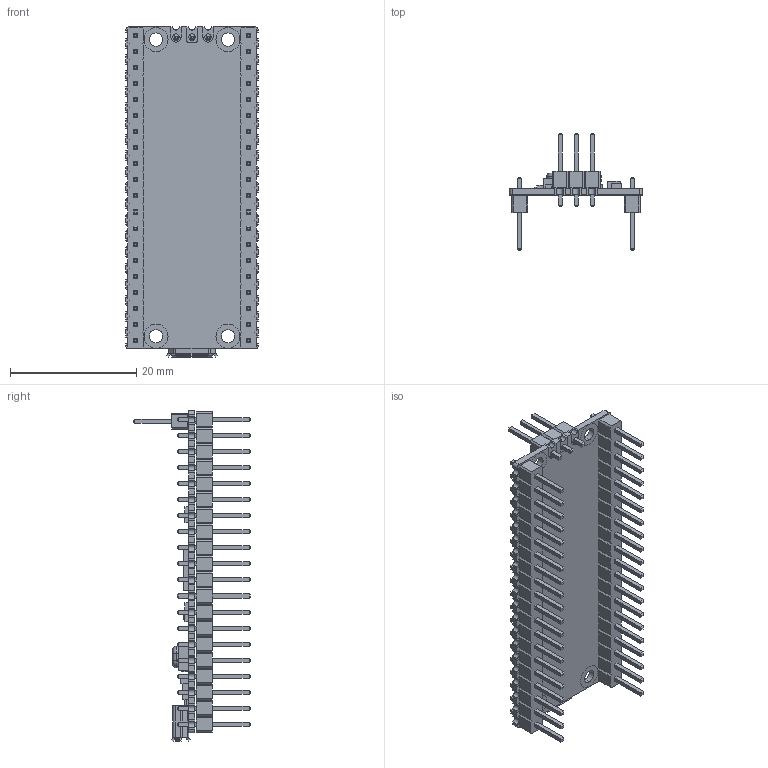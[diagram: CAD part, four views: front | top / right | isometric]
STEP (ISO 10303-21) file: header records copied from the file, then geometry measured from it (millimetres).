
FILE_DESCRIPTION(('FreeCAD Model'),'2;1');
FILE_NAME('Open CASCADE Shape Model','2021-12-10T12:35:46',('Author'),( ''),'Open CASCADE STEP processor 7.5','FreeCAD','Unknown');
FILE_SCHEMA(('AUTOMOTIVE_DESIGN { 1 0 10303 214 1 1 1 1 }'));
Length unit declared in the file: millimetre
Products named in the file (17): PICO_assm_140121.STEP001; PICO_REF_BOARD.STEP001; PICO_REF_USB.STEP001; PICO_REF_SWITCH.STEP001; PICO_REF_MICROCONTROLLER.STEP001; PICO_REF_LED.STEP001; PICO_REF_ONSEMI.STEP001; PICO_BOURNS.STEP001; PICO_MURATA.STEP002; PICO_MURATA.STEP003; PICO_RICHTEK.STEP001; PICO_DIODES.STEP001; PICO_AEL.STEP001; PICO_WINBOND.STEP001; PinHeader_1x03_P254mm_Vertical; PinHeader_1x20_P254mm_Vertical; PinHeader_1x20_P254mm_Vertical001
Assembly tree (16 placements, depth 2):
  PICO_assm_140121.STEP001
    PICO_REF_BOARD.STEP001
    PICO_REF_USB.STEP001
    PICO_REF_SWITCH.STEP001
    PICO_REF_MICROCONTROLLER.STEP001
    PICO_REF_LED.STEP001
    PICO_REF_ONSEMI.STEP001
    PICO_BOURNS.STEP001
    PICO_MURATA.STEP002
    PICO_MURATA.STEP003
    PICO_RICHTEK.STEP001
    PICO_DIODES.STEP001
    PICO_AEL.STEP001
    PICO_WINBOND.STEP001
    PinHeader_1x03_P254mm_Vertical
    PinHeader_1x20_P254mm_Vertical
    PinHeader_1x20_P254mm_Vertical001
Bounding box: 21 x 18.43 x 52.3 mm (x, y, z)
Volume: 1991.6 mm3; surface area: 5033.4 mm2
Topology: 20 solids, 20 shells, 1648 faces, 5072 edges, 6248 vertices
Faces by surface type: plane 1401, cylinder 245, torus 2
Entity records: 69629 total; most frequent: CARTESIAN_POINT 12985, DIRECTION 9302, ORIENTED_EDGE 8800, EDGE_CURVE 4400, LINE 4172, VECTOR 4172, VERTEX_POINT 2888, AXIS2_PLACEMENT_3D 2565
